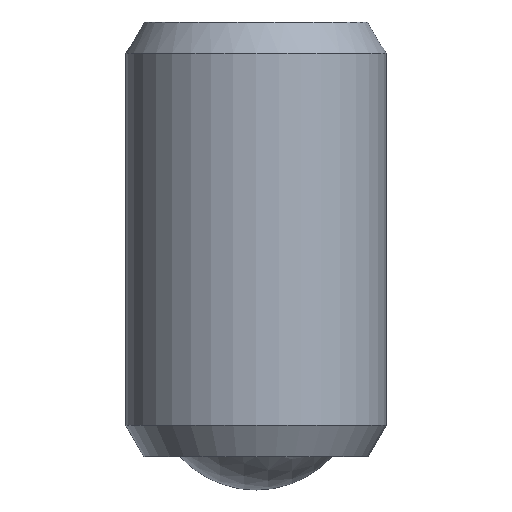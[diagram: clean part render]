
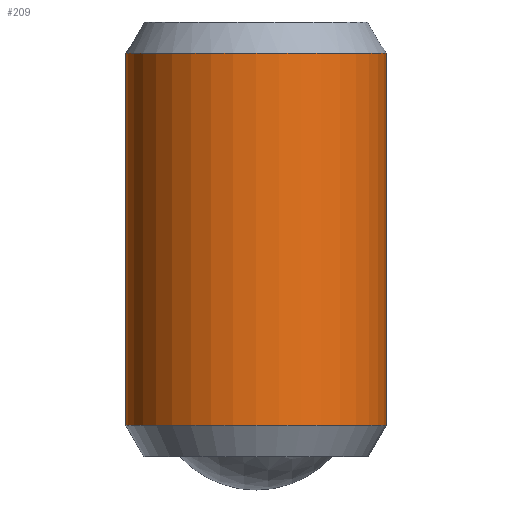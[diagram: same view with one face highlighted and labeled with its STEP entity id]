
A CAD part, front view. The second image highlights one B-rep face of the part: STEP entity #209.
In plain terms, the highlighted cylindrical face has radius 4.76 mm (diameter 9.52 mm), a partial arc.
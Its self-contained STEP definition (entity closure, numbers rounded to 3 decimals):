
#87=VERTEX_POINT('',#230);
#89=EDGE_CURVE('',#87,#95,#232,.T.);
#91=VERTEX_POINT('',#234);
#95=VERTEX_POINT('',#239);
#97=EDGE_CURVE('',#117,#91,#241,.T.);
#117=VERTEX_POINT('',#263);
#123=EDGE_CURVE('',#117,#87,#269,.T.);
#145=EDGE_CURVE('',#95,#91,#295,.T.);
#209=ADVANCED_FACE('',(#366),#367,.T.);
#230=CARTESIAN_POINT('',(-4.76,0.,2.362));
#232=CIRCLE('',#381,4.76);
#234=CARTESIAN_POINT('',(4.76,0.,15.958));
#239=CARTESIAN_POINT('',(4.76,0.,2.362));
#241=CIRCLE('',#391,4.76);
#263=CARTESIAN_POINT('',(-4.76,0.,15.958));
#269=LINE('',#448,#449);
#295=LINE('',#487,#488);
#366=FACE_OUTER_BOUND('',#589,.T.);
#367=CYLINDRICAL_SURFACE('',#590,4.76);
#381=AXIS2_PLACEMENT_3D('',#595,#596,#597);
#391=AXIS2_PLACEMENT_3D('',#606,#607,#608);
#448=CARTESIAN_POINT('',(-4.76,0.,9.16));
#449=VECTOR('',#636,1.0);
#487=CARTESIAN_POINT('',(4.76,0.,9.16));
#488=VECTOR('',#674,1.0);
#589=EDGE_LOOP('',(#759,#760,#761,#762));
#590=AXIS2_PLACEMENT_3D('',#763,#764,#765);
#595=CARTESIAN_POINT('',(0.,0.0,2.362));
#596=DIRECTION('',(0.,0.,1.0));
#597=DIRECTION('',(1.0,0.,0.));
#606=CARTESIAN_POINT('',(0.,0.0,15.958));
#607=DIRECTION('',(0.,0.,1.0));
#608=DIRECTION('',(1.0,0.,0.));
#636=DIRECTION('',(0.,-0.0,-1.0));
#674=DIRECTION('',(0.,0.0,1.0));
#759=ORIENTED_EDGE('',*,*,#145,.T.);
#760=ORIENTED_EDGE('',*,*,#97,.F.);
#761=ORIENTED_EDGE('',*,*,#123,.T.);
#762=ORIENTED_EDGE('',*,*,#89,.T.);
#763=CARTESIAN_POINT('',(0.,0.0,9.16));
#764=DIRECTION('',(0.,0.,-1.0));
#765=DIRECTION('',(1.0,0.,0.));
